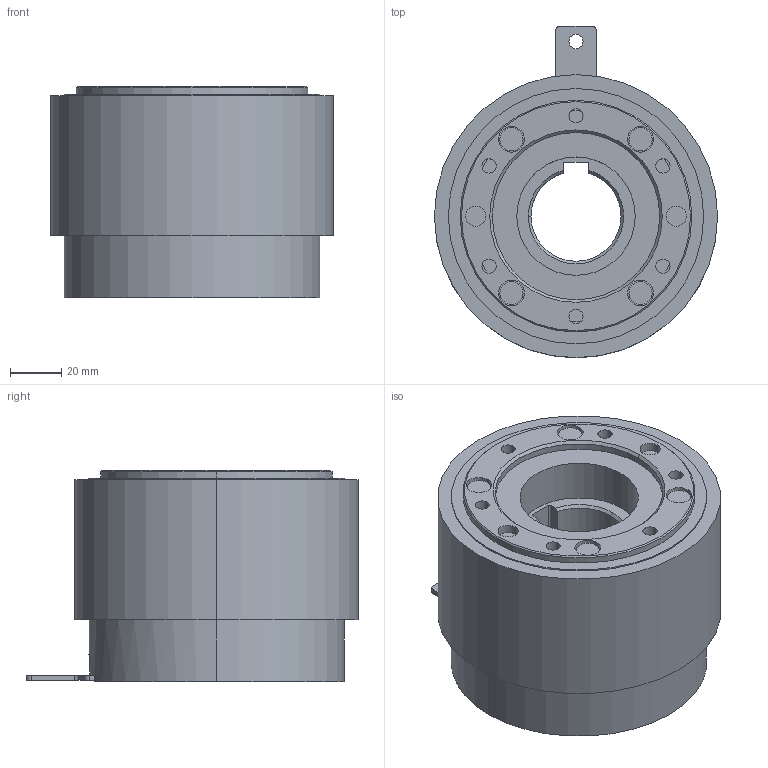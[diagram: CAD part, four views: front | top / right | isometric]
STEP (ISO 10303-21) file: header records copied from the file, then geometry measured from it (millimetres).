
FILE_DESCRIPTION (( 'STEP AP203' ), '1' );
FILE_NAME ('MZ 16W_23293500(１体）.STEP', '2016-03-09T01:27:39', ( ' ' ), ( '' ), 'SwSTEP 2.0', 'SolidWorks 2009', '' );
FILE_SCHEMA (( 'CONFIG_CONTROL_DESIGN' ));
Length unit declared in the file: millimetre
Products named in the file (1): MZ 16W_23293500(１体）
Bounding box: 110 x 129 x 82 mm (x, y, z)
Volume: 601142.8 mm3; surface area: 67085 mm2
Topology: 1 solids, 1 shells, 169 faces, 417 edges, 270 vertices
Faces by surface type: cylinder 97, plane 62, cone 10
Entity records: 5222 total; most frequent: DIRECTION 1003, CARTESIAN_POINT 869, ORIENTED_EDGE 834, AXIS2_PLACEMENT_3D 420, EDGE_CURVE 417, VERTEX_POINT 270, CIRCLE 250, EDGE_LOOP 205
